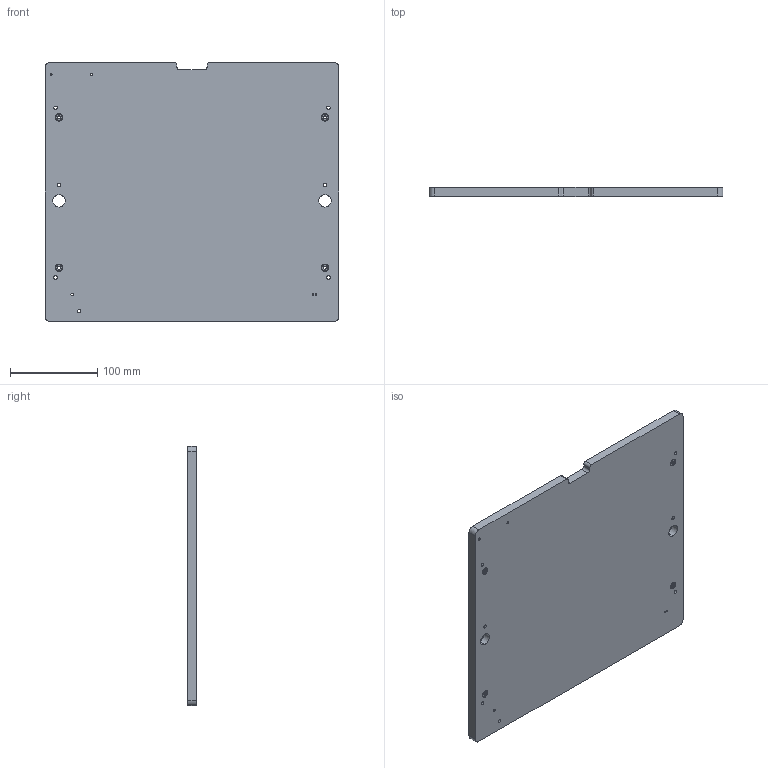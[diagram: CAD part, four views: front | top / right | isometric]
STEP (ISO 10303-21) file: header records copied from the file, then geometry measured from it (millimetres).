
FILE_DESCRIPTION (( 'STEP AP214' ), '1' );
FILE_NAME ('INGUN_46009.STEP', '2024-10-17T07:12:08', ( '' ), ( '' ), 'SwSTEP 2.0', 'SolidWorks 2021', '' );
FILE_SCHEMA (( 'AUTOMOTIVE_DESIGN' ));
Length unit declared in the file: millimetre
Products named in the file (3): INGUN_46009; 46009~6; Gewindebuchse~n_M04-09,5 offen
Assembly tree (5 placements, depth 2):
  INGUN_46009
    46009~6
    Gewindebuchse~n_M04-09,5 offen  x4
Bounding box: 336 x 10 x 296.4 mm (x, y, z)
Volume: 982835.4 mm3; surface area: 216343.8 mm2
Topology: 5 solids, 5 shells, 670 faces, 1536 edges, 1016 vertices
Faces by surface type: plane 538, cylinder 112, torus 16, cone 4
Entity records: 7695 total; most frequent: DIRECTION 1399, CARTESIAN_POINT 1268, ORIENTED_EDGE 1206, EDGE_CURVE 603, AXIS2_PLACEMENT_3D 529, VERTEX_POINT 398, EDGE_LOOP 347, LINE 341
